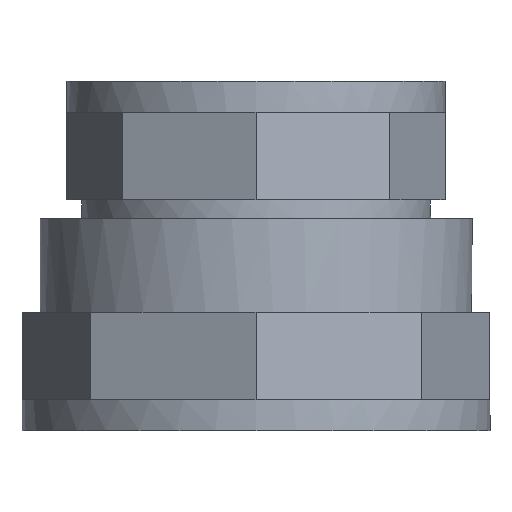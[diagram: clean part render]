
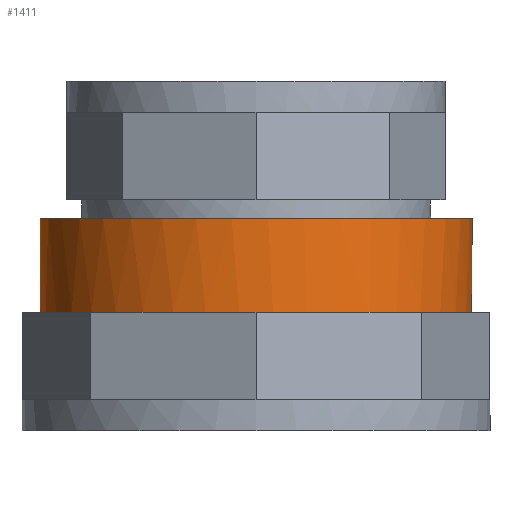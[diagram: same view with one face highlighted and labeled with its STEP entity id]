
A CAD part, front view. The second image highlights one B-rep face of the part: STEP entity #1411.
In plain terms, the highlighted cylindrical face has radius 34.645 mm (diameter 69.291 mm), a full revolution.
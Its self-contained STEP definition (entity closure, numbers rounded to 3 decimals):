
#32 = CARTESIAN_POINT ( 'NONE',  ( -13.258, -32.008, 19. ) ) ;
#39 = VERTEX_POINT ( 'NONE', #4318 ) ;
#50 = EDGE_LOOP ( 'NONE', ( #254 ) ) ;
#56 = VERTEX_POINT ( 'NONE', #4283 ) ;
#64 = VERTEX_POINT ( 'NONE', #4305 ) ;
#101 = VERTEX_POINT ( 'NONE', #32 ) ;
#104 = VERTEX_POINT ( 'NONE', #2859 ) ;
#120 = VERTEX_POINT ( 'NONE', #2875 ) ;
#134 = VERTEX_POINT ( 'NONE', #2880 ) ;
#174 = ORIENTED_EDGE ( 'NONE', *, *, #1256, .T. ) ;
#181 = ORIENTED_EDGE ( 'NONE', *, *, #1310, .T. ) ;
#193 = ORIENTED_EDGE ( 'NONE', *, *, #1253, .T. ) ;
#194 = ORIENTED_EDGE ( 'NONE', *, *, #1278, .T. ) ;
#212 = EDGE_LOOP ( 'NONE', ( #225, #194, #238, #193, #219, #284, #174, #181 ) ) ;
#219 = ORIENTED_EDGE ( 'NONE', *, *, #1260, .T. ) ;
#225 = ORIENTED_EDGE ( 'NONE', *, *, #1288, .T. ) ;
#226 = VERTEX_POINT ( 'NONE', #2892 ) ;
#238 = ORIENTED_EDGE ( 'NONE', *, *, #1295, .T. ) ;
#254 = ORIENTED_EDGE ( 'NONE', *, *, #1279, .F. ) ;
#284 = ORIENTED_EDGE ( 'NONE', *, *, #1287, .T. ) ;
#520 = AXIS2_PLACEMENT_3D ( 'NONE', #7120, #7110, #7122 ) ;
#1253 = EDGE_CURVE ( 'NONE', #104, #56, #4239, .T. ) ;
#1256 = EDGE_CURVE ( 'NONE', #64, #120, #4250, .T. ) ;
#1260 = EDGE_CURVE ( 'NONE', #56, #101, #4240, .T. ) ;
#1278 = EDGE_CURVE ( 'NONE', #226, #39, #2825, .T. ) ;
#1279 = EDGE_CURVE ( 'NONE', #7274, #7274, #2818, .T. ) ;
#1287 = EDGE_CURVE ( 'NONE', #101, #64, #2806, .T. ) ;
#1288 = EDGE_CURVE ( 'NONE', #134, #226, #2827, .T. ) ;
#1295 = EDGE_CURVE ( 'NONE', #39, #104, #2835, .T. ) ;
#1310 = EDGE_CURVE ( 'NONE', #120, #134, #4264, .T. ) ;
#1411 = ADVANCED_FACE ( 'NONE', ( #7119, #7115 ), #7118, .T. ) ;
#2795 = AXIS2_PLACEMENT_3D ( 'NONE', #5137, #5138, #5139 ) ;
#2801 = AXIS2_PLACEMENT_3D ( 'NONE', #5062, #5063, #5064 ) ;
#2806 = CIRCLE ( 'NONE', #2801, 34.645 ) ;
#2818 = CIRCLE ( 'NONE', #2836, 34.645 ) ;
#2823 = AXIS2_PLACEMENT_3D ( 'NONE', #5020, #5021, #5022 ) ;
#2825 = CIRCLE ( 'NONE', #2823, 34.645 ) ;
#2827 = CIRCLE ( 'NONE', #2832, 34.645 ) ;
#2832 = AXIS2_PLACEMENT_3D ( 'NONE', #5066, #5067, #5068 ) ;
#2835 = CIRCLE ( 'NONE', #2795, 34.645 ) ;
#2836 = AXIS2_PLACEMENT_3D ( 'NONE', #5025, #5026, #5027 ) ;
#2859 = CARTESIAN_POINT ( 'NONE',  ( -32.008, 13.258, 19. ) ) ;
#2875 = CARTESIAN_POINT ( 'NONE',  ( 32.008, -13.258, 19. ) ) ;
#2880 = CARTESIAN_POINT ( 'NONE',  ( 32.008, 13.258, 19. ) ) ;
#2892 = CARTESIAN_POINT ( 'NONE',  ( 13.258, 32.008, 19. ) ) ;
#4238 = AXIS2_PLACEMENT_3D ( 'NONE', #4880, #4881, #4882 ) ;
#4239 = CIRCLE ( 'NONE', #4238, 34.645 ) ;
#4240 = CIRCLE ( 'NONE', #4244, 34.645 ) ;
#4244 = AXIS2_PLACEMENT_3D ( 'NONE', #4903, #4904, #4905 ) ;
#4249 = AXIS2_PLACEMENT_3D ( 'NONE', #4890, #4891, #4892 ) ;
#4250 = CIRCLE ( 'NONE', #4249, 34.645 ) ;
#4264 = CIRCLE ( 'NONE', #5531, 34.645 ) ;
#4283 = CARTESIAN_POINT ( 'NONE',  ( -32.008, -13.258, 19. ) ) ;
#4305 = CARTESIAN_POINT ( 'NONE',  ( 13.258, -32.008, 19. ) ) ;
#4318 = CARTESIAN_POINT ( 'NONE',  ( -13.258, 32.008, 19. ) ) ;
#4880 = CARTESIAN_POINT ( 'NONE',  ( 0., 0., 19. ) ) ;
#4881 = DIRECTION ( 'NONE',  ( 0., 0., 1. ) ) ;
#4882 = DIRECTION ( 'NONE',  ( 1., 0., 0. ) ) ;
#4890 = CARTESIAN_POINT ( 'NONE',  ( 0., 0., 19. ) ) ;
#4891 = DIRECTION ( 'NONE',  ( 0., 0., 1. ) ) ;
#4892 = DIRECTION ( 'NONE',  ( 1., 0., 0. ) ) ;
#4903 = CARTESIAN_POINT ( 'NONE',  ( 0., 0., 19. ) ) ;
#4904 = DIRECTION ( 'NONE',  ( 0., 0., 1. ) ) ;
#4905 = DIRECTION ( 'NONE',  ( 1., 0., 0. ) ) ;
#5020 = CARTESIAN_POINT ( 'NONE',  ( 0., 0., 19. ) ) ;
#5021 = DIRECTION ( 'NONE',  ( 0., 0., 1. ) ) ;
#5022 = DIRECTION ( 'NONE',  ( 1., 0., 0. ) ) ;
#5025 = CARTESIAN_POINT ( 'NONE',  ( 0., 0., 34. ) ) ;
#5026 = DIRECTION ( 'NONE',  ( 0., 0., 1. ) ) ;
#5027 = DIRECTION ( 'NONE',  ( 1., 0., 0. ) ) ;
#5062 = CARTESIAN_POINT ( 'NONE',  ( 0., 0., 19. ) ) ;
#5063 = DIRECTION ( 'NONE',  ( 0., 0., 1. ) ) ;
#5064 = DIRECTION ( 'NONE',  ( 1., 0., 0. ) ) ;
#5066 = CARTESIAN_POINT ( 'NONE',  ( 0., 0., 19. ) ) ;
#5067 = DIRECTION ( 'NONE',  ( 0., 0., 1. ) ) ;
#5068 = DIRECTION ( 'NONE',  ( 1., 0., 0. ) ) ;
#5137 = CARTESIAN_POINT ( 'NONE',  ( 0., 0., 19. ) ) ;
#5138 = DIRECTION ( 'NONE',  ( 0., 0., 1. ) ) ;
#5139 = DIRECTION ( 'NONE',  ( 1., 0., 0. ) ) ;
#5184 = CARTESIAN_POINT ( 'NONE',  ( 0., 0., 19. ) ) ;
#5185 = DIRECTION ( 'NONE',  ( 0., 0., 1. ) ) ;
#5186 = DIRECTION ( 'NONE',  ( 1., 0., 0. ) ) ;
#5531 = AXIS2_PLACEMENT_3D ( 'NONE', #5184, #5185, #5186 ) ;
#7110 = DIRECTION ( 'NONE',  ( 0., 0., -1. ) ) ;
#7115 = FACE_OUTER_BOUND ( 'NONE', #212, .T. ) ;
#7118 = CYLINDRICAL_SURFACE ( 'NONE', #520, 34.645 ) ;
#7119 = FACE_OUTER_BOUND ( 'NONE', #50, .T. ) ;
#7120 = CARTESIAN_POINT ( 'NONE',  ( 0., 0., 34. ) ) ;
#7122 = DIRECTION ( 'NONE',  ( -1., 0., 0. ) ) ;
#7274 = VERTEX_POINT ( 'NONE', #7279 ) ;
#7279 = CARTESIAN_POINT ( 'NONE',  ( 34.645, 0., 34. ) ) ;
